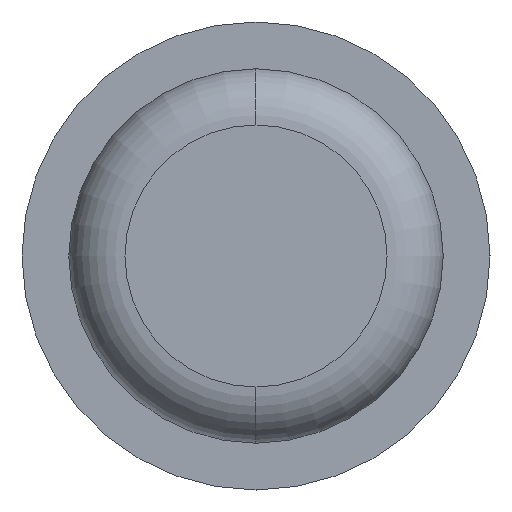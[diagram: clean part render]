
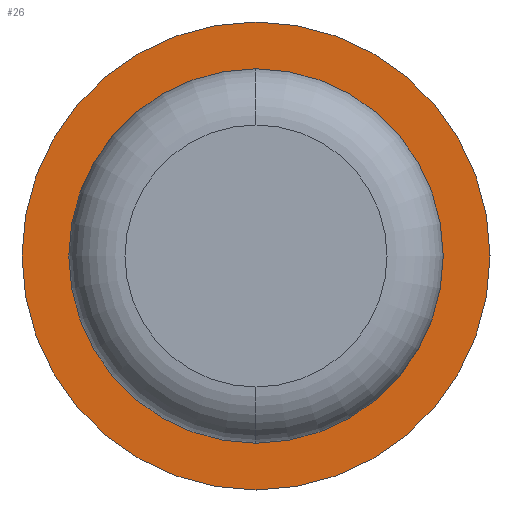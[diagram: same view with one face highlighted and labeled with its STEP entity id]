
A CAD part, left-side view. The second image highlights one B-rep face of the part: STEP entity #26.
In plain terms, the highlighted planar face has unit normal (-1, 0, 0).
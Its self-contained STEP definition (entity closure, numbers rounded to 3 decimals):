
#24 = AXIS2_PLACEMENT_3D ( 'NONE', #281, #437, #346 ) ;
#26 = ADVANCED_FACE ( 'NONE', ( #428, #388 ), #465, .T. ) ;
#41 = DIRECTION ( 'NONE',  ( 0., 0., -1. ) ) ;
#42 = CIRCLE ( 'NONE', #321, 1. ) ;
#51 = VERTEX_POINT ( 'NONE', #317 ) ;
#54 = CARTESIAN_POINT ( 'NONE',  ( 1.4, 0., -1. ) ) ;
#60 = CIRCLE ( 'NONE', #131, 1.25 ) ;
#61 = EDGE_CURVE ( 'NONE', #188, #433, #42, .T. ) ;
#80 = VERTEX_POINT ( 'NONE', #282 ) ;
#84 = CARTESIAN_POINT ( 'NONE',  ( 1.4, 0., 0. ) ) ;
#94 = DIRECTION ( 'NONE',  ( 0., 0., -1. ) ) ;
#96 = AXIS2_PLACEMENT_3D ( 'NONE', #84, #167, #94 ) ;
#123 = CARTESIAN_POINT ( 'NONE',  ( 1.4, 0., 0. ) ) ;
#131 = AXIS2_PLACEMENT_3D ( 'NONE', #459, #380, #190 ) ;
#145 = ORIENTED_EDGE ( 'NONE', *, *, #222, .F. ) ;
#152 = EDGE_CURVE ( 'NONE', #433, #188, #204, .T. ) ;
#153 = EDGE_LOOP ( 'NONE', ( #477, #145 ) ) ;
#156 = CARTESIAN_POINT ( 'NONE',  ( 1.4, 0., 1. ) ) ;
#167 = DIRECTION ( 'NONE',  ( 1., 0., 0. ) ) ;
#188 = VERTEX_POINT ( 'NONE', #54 ) ;
#190 = DIRECTION ( 'NONE',  ( 0., 0., -1. ) ) ;
#204 = CIRCLE ( 'NONE', #322, 1. ) ;
#215 = CIRCLE ( 'NONE', #96, 1.25 ) ;
#222 = EDGE_CURVE ( 'NONE', #51, #80, #215, .T. ) ;
#225 = ORIENTED_EDGE ( 'NONE', *, *, #152, .T. ) ;
#281 = CARTESIAN_POINT ( 'NONE',  ( 1.4, 1., 0. ) ) ;
#282 = CARTESIAN_POINT ( 'NONE',  ( 1.4, 0., -1.25 ) ) ;
#291 = DIRECTION ( 'NONE',  ( 0., 0., -1. ) ) ;
#317 = CARTESIAN_POINT ( 'NONE',  ( 1.4, 0., 1.25 ) ) ;
#321 = AXIS2_PLACEMENT_3D ( 'NONE', #476, #395, #41 ) ;
#322 = AXIS2_PLACEMENT_3D ( 'NONE', #123, #404, #291 ) ;
#346 = DIRECTION ( 'NONE',  ( 0., 0., 1. ) ) ;
#350 = ORIENTED_EDGE ( 'NONE', *, *, #61, .T. ) ;
#379 = EDGE_LOOP ( 'NONE', ( #350, #225 ) ) ;
#380 = DIRECTION ( 'NONE',  ( 1., 0., 0. ) ) ;
#388 = FACE_OUTER_BOUND ( 'NONE', #153, .T. ) ;
#395 = DIRECTION ( 'NONE',  ( 1., 0., 0. ) ) ;
#404 = DIRECTION ( 'NONE',  ( 1., 0., 0. ) ) ;
#428 = FACE_BOUND ( 'NONE', #379, .T. ) ;
#433 = VERTEX_POINT ( 'NONE', #156 ) ;
#437 = DIRECTION ( 'NONE',  ( -1., 0., 0. ) ) ;
#452 = EDGE_CURVE ( 'NONE', #80, #51, #60, .T. ) ;
#459 = CARTESIAN_POINT ( 'NONE',  ( 1.4, 0., 0. ) ) ;
#465 = PLANE ( 'NONE',  #24 ) ;
#476 = CARTESIAN_POINT ( 'NONE',  ( 1.4, 0., 0. ) ) ;
#477 = ORIENTED_EDGE ( 'NONE', *, *, #452, .F. ) ;
